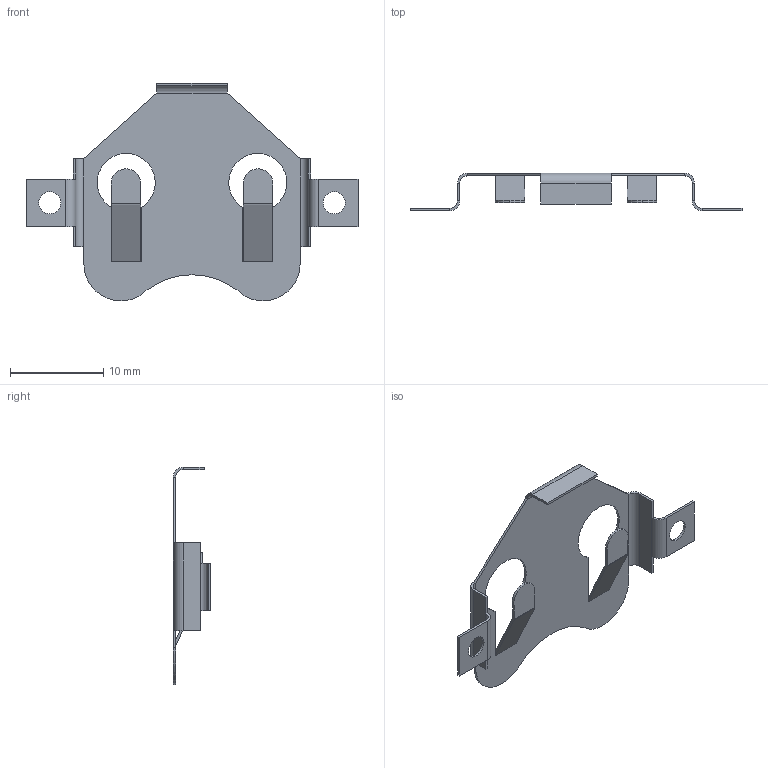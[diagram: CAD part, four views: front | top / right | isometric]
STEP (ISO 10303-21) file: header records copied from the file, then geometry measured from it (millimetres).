
FILE_DESCRIPTION (( 'STEP AP214' ), '1' );
FILE_NAME ('3006.STEP', '2017-11-09T17:36:24', ( '' ), ( '' ), 'SwSTEP 2.0', 'SolidWorks 2013', '' );
FILE_SCHEMA (( 'AUTOMOTIVE_DESIGN' ));
Length unit declared in the file: inch
Products named in the file (1): 3006
Bounding box: 35.56 x 3.99 x 23.32 mm (x, y, z)
Volume: 137 mm3; surface area: 1141.5 mm2
Topology: 1 solids, 1 shells, 123 faces, 288 edges, 168 vertices
Faces by surface type: plane 94, cylinder 29
Entity records: 3462 total; most frequent: DIRECTION 594, CARTESIAN_POINT 580, ORIENTED_EDGE 576, EDGE_CURVE 288, VECTOR 230, LINE 230, AXIS2_PLACEMENT_3D 182, VERTEX_POINT 168
